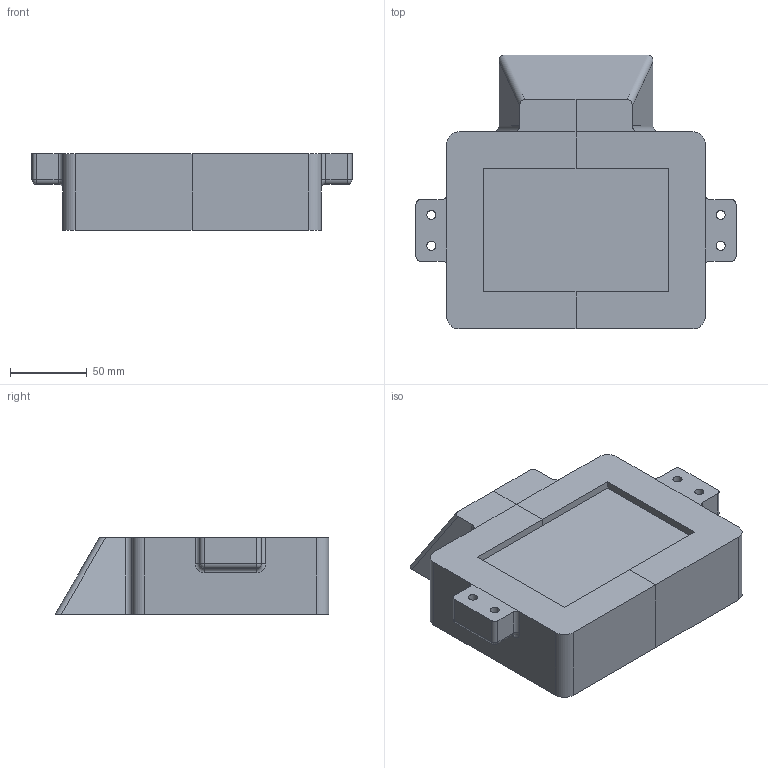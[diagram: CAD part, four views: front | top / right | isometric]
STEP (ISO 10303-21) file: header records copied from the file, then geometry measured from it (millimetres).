
FILE_DESCRIPTION(('FreeCAD Model'),'2;1');
FILE_NAME('VATwithGlass.step', '2015-03-23T17:47:29',('FreeCAD'),('FreeCAD'), 'Open CASCADE STEP processor 6.5','FreeCAD','Unknown');
FILE_SCHEMA(('AUTOMOTIVE_DESIGN_CC2 { 1 2 10303 214 -1 1 5 4 }'));
Length unit declared in the file: millimetre
Products named in the file (2): VAT; Glass001
Bounding box: 208 x 178 x 50 mm (x, y, z)
Volume: 575667.8 mm3; surface area: 121859 mm2
Topology: 2 solids, 2 shells, 88 faces, 234 edges, 144 vertices
Faces by surface type: plane 52, cylinder 28, torus 4, sphere 4
Full cylindrical faces by diameter (mm): 6 x4
Entity records: 5788 total; most frequent: CARTESIAN_POINT 1151, DIRECTION 860, LINE 534, VECTOR 534, ORIENTED_EDGE 460, PCURVE 460, DEFINITIONAL_REPRESENTATION 460, EDGE_CURVE 230
